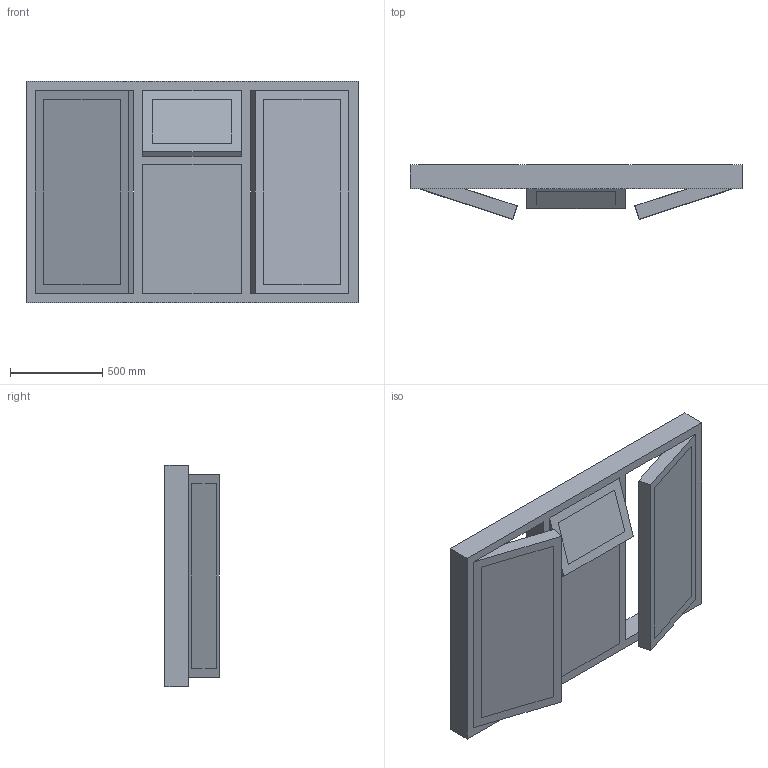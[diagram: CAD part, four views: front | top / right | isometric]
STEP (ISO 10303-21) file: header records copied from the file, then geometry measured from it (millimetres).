
FILE_DESCRIPTION(('FreeCAD Model'),'2;1');
FILE_NAME('Open CASCADE Shape Model','2021-01-06T11:46:44',('Author'),( ''),'Open CASCADE STEP processor 7.4','FreeCAD','Unknown');
FILE_SCHEMA(('AUTOMOTIVE_DESIGN { 1 0 10303 214 1 1 1 1 }'));
Length unit declared in the file: millimetre
Products named in the file (1): Window
Bounding box: 1800 x 294.81 x 1200 mm (x, y, z)
Volume: 151758333.8 mm3; surface area: 8133000 mm2
Topology: 8 solids, 8 shells, 76 faces, 180 edges, 120 vertices
Faces by surface type: plane 76
Entity records: 4752 total; most frequent: CARTESIAN_POINT 737, DIRECTION 694, LINE 540, VECTOR 540, ORIENTED_EDGE 360, PCURVE 360, DEFINITIONAL_REPRESENTATION 360, EDGE_CURVE 180
